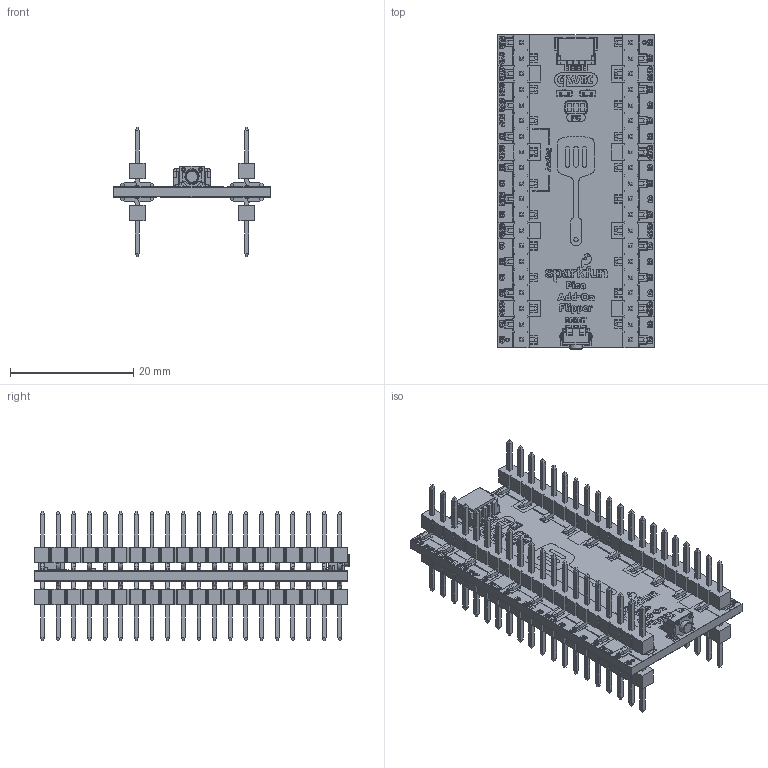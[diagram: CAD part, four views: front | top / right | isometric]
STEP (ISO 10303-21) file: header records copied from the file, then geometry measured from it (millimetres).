
FILE_DESCRIPTION(('KiCad electronic assembly'),'2;1');
FILE_NAME('SparkFun_Pico_Add_On_Flipper.step','2025-03-06T13:41:41',( 'Pcbnew'),('Kicad'),'Open CASCADE STEP processor 7.8', 'KiCad to STEP converter','Unknown');
FILE_SCHEMA(('AUTOMOTIVE_DESIGN { 1 0 10303 214 1 1 1 1 }'));
Length unit declared in the file: millimetre
Products named in the file (14): SparkFun_Pico_Add_On_Flipper 1; Push_SMD_RA_4.5x3.4mm; frame; stem; cover; pins; pin2; R_0603_1608Metric; 1x20_2.54mm_SMD_Pin1RightUp; Qwiic-Horizontal; SparkFun_Pico_Add_On_Flipper_pad; SparkFun_Pico_Add_On_Flipper_silkscreen; SparkFun_Pico_Add_On_Flipper_soldermask; SparkFun_Pico_Add_On_Flipper_PCB
Assembly tree (18 placements, depth 3):
  SparkFun_Pico_Add_On_Flipper 1
    Push_SMD_RA_4.5x3.4mm
      frame
      stem
      cover
      pins
      pin2  x2
    R_0603_1608Metric  x2
    1x20_2.54mm_SMD_Pin1RightUp  x4
    Qwiic-Horizontal
    SparkFun_Pico_Add_On_Flipper_pad
    SparkFun_Pico_Add_On_Flipper_silkscreen
    SparkFun_Pico_Add_On_Flipper_soldermask
    SparkFun_Pico_Add_On_Flipper_PCB
Bounding box: 25.4 x 51.07 x 20.98 mm (x, y, z)
Volume: 3582.9 mm3; surface area: 10443.7 mm2
Topology: 130 solids, 440 shells, 3916 faces, 18542 edges, 15362 vertices
Faces by surface type: plane 3596, cylinder 306, bspline 9, torus 5
Full cylindrical faces by diameter (mm): 0.5 x4, 0.6 x4, 0.8 x1, 2 x1, 2.1 x1, 2.5 x1
Entity records: 138395 total; most frequent: CARTESIAN_POINT 28802, DIRECTION 19822, ORIENTED_EDGE 18170, EDGE_CURVE 13926, VERTEX_POINT 12446, LINE 12048, VECTOR 12048, AXIS2_PLACEMENT_3D 3887
